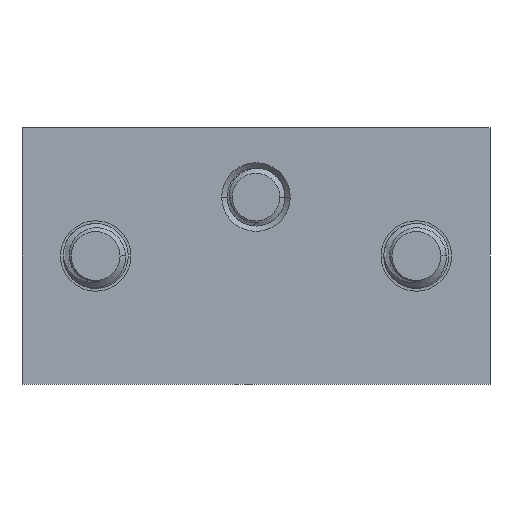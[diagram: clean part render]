
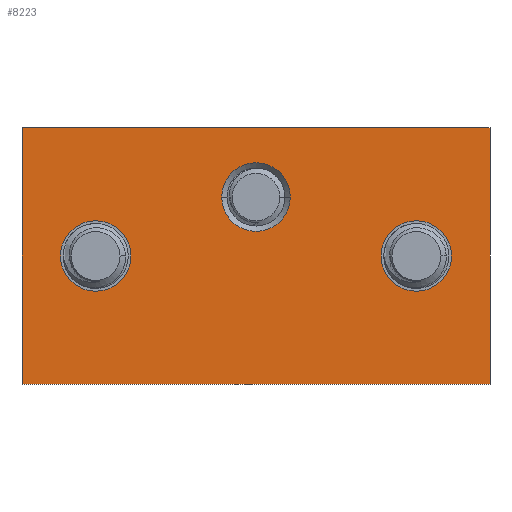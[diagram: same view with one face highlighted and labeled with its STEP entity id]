
A CAD part, front view. The second image highlights one B-rep face of the part: STEP entity #8223.
In plain terms, the highlighted face is planar.
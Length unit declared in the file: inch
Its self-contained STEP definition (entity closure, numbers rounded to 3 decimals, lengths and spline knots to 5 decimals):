
#146 = DIRECTION ( 'NONE',  ( 1., 0., 0. ) ) ;
#151 = EDGE_CURVE ( 'NONE', #6294, #11414, #2916, .T. ) ;
#166 = DIRECTION ( 'NONE',  ( 0., 0., 1. ) ) ;
#175 = CARTESIAN_POINT ( 'NONE',  ( 1.35, 0.4, 0. ) ) ;
#598 = CIRCLE ( 'NONE', #1945, 0.203 ) ;
#710 = CARTESIAN_POINT ( 'NONE',  ( 1.15217, 0.4, 0. ) ) ;
#1250 = CARTESIAN_POINT ( 'NONE',  ( 0.222, 0.74, 0. ) ) ;
#1464 = DIRECTION ( 'NONE',  ( 0., 0., 1. ) ) ;
#1823 = DIRECTION ( 'NONE',  ( 0., -1., 0. ) ) ;
#1854 = DIRECTION ( 'NONE',  ( 1., 0., 0. ) ) ;
#1945 = AXIS2_PLACEMENT_3D ( 'NONE', #2438, #2394, #2340 ) ;
#2296 = VERTEX_POINT ( 'NONE', #1250 ) ;
#2340 = DIRECTION ( 'NONE',  ( 1., 0., 0. ) ) ;
#2356 = VERTEX_POINT ( 'NONE', #710 ) ;
#2394 = DIRECTION ( 'NONE',  ( 0., 0., 1. ) ) ;
#2438 = CARTESIAN_POINT ( 'NONE',  ( 0.425, 0.74, 0. ) ) ;
#2745 = VERTEX_POINT ( 'NONE', #10798 ) ;
#2783 = EDGE_CURVE ( 'NONE', #2745, #15159, #14687, .T. ) ;
#2844 = VECTOR ( 'NONE', #1823, 39.37008 ) ;
#2916 = LINE ( 'NONE', #11374, #2844 ) ;
#3227 = VECTOR ( 'NONE', #10598, 39.37008 ) ;
#3301 = LINE ( 'NONE', #10788, #3227 ) ;
#3774 = AXIS2_PLACEMENT_3D ( 'NONE', #4060, #4046, #4027 ) ;
#3908 = DIRECTION ( 'NONE',  ( 1., 0., 0. ) ) ;
#3935 = DIRECTION ( 'NONE',  ( 0., 0., 1. ) ) ;
#3950 = CARTESIAN_POINT ( 'NONE',  ( 2.275, 0.74, 0. ) ) ;
#4027 = DIRECTION ( 'NONE',  ( 1., 0., 0. ) ) ;
#4046 = DIRECTION ( 'NONE',  ( 0., 0., 1. ) ) ;
#4060 = CARTESIAN_POINT ( 'NONE',  ( 0.425, 0.74, 0. ) ) ;
#4494 = EDGE_LOOP ( 'NONE', ( #14337, #9415 ) ) ;
#4570 = ORIENTED_EDGE ( 'NONE', *, *, #9857, .T. ) ;
#4593 = EDGE_CURVE ( 'NONE', #6278, #6353, #11752, .T. ) ;
#5233 = EDGE_CURVE ( 'NONE', #2356, #14597, #10474, .T. ) ;
#5309 = CIRCLE ( 'NONE', #3774, 0.203 ) ;
#5344 = CIRCLE ( 'NONE', #8860, 0.203 ) ;
#5837 = CARTESIAN_POINT ( 'NONE',  ( 2.478, 0.74, 0. ) ) ;
#6033 = EDGE_CURVE ( 'NONE', #6353, #6294, #9383, .T. ) ;
#6278 = VERTEX_POINT ( 'NONE', #9544 ) ;
#6294 = VERTEX_POINT ( 'NONE', #8947 ) ;
#6315 = CARTESIAN_POINT ( 'NONE',  ( 2.7, 1.48, 0. ) ) ;
#6353 = VERTEX_POINT ( 'NONE', #7635 ) ;
#6565 = DIRECTION ( 'NONE',  ( -1., 0., 0. ) ) ;
#6614 = PLANE ( 'NONE',  #6963 ) ;
#6876 = EDGE_LOOP ( 'NONE', ( #7817, #14912, #13894, #9536 ) ) ;
#6908 = FACE_BOUND ( 'NONE', #15414, .T. ) ;
#6919 = FACE_OUTER_BOUND ( 'NONE', #6876, .T. ) ;
#6954 = FACE_BOUND ( 'NONE', #15201, .T. ) ;
#6963 = AXIS2_PLACEMENT_3D ( 'NONE', #7488, #1464, #1854 ) ;
#7092 = FACE_BOUND ( 'NONE', #4494, .T. ) ;
#7488 = CARTESIAN_POINT ( 'NONE',  ( 0., 0., 0. ) ) ;
#7635 = CARTESIAN_POINT ( 'NONE',  ( 2.7, 1.48, 0. ) ) ;
#7817 = ORIENTED_EDGE ( 'NONE', *, *, #151, .F. ) ;
#7946 = ORIENTED_EDGE ( 'NONE', *, *, #13353, .T. ) ;
#8006 = ORIENTED_EDGE ( 'NONE', *, *, #9839, .T. ) ;
#8161 = CARTESIAN_POINT ( 'NONE',  ( 1.54783, 0.4, 0. ) ) ;
#8223 = ADVANCED_FACE ( 'NONE', ( #7092, #6908, #6954, #6919 ), #6614, .F. ) ;
#8432 = DIRECTION ( 'NONE',  ( 1., 0., 0. ) ) ;
#8475 = DIRECTION ( 'NONE',  ( 0., 0., 1. ) ) ;
#8518 = CARTESIAN_POINT ( 'NONE',  ( 1.35, 0.4, 0. ) ) ;
#8565 = DIRECTION ( 'NONE',  ( 1., 0., 0. ) ) ;
#8581 = DIRECTION ( 'NONE',  ( 0., 0., 1. ) ) ;
#8617 = CARTESIAN_POINT ( 'NONE',  ( 2.275, 0.74, 0. ) ) ;
#8835 = CIRCLE ( 'NONE', #14742, 0.19783 ) ;
#8860 = AXIS2_PLACEMENT_3D ( 'NONE', #3950, #3935, #3908 ) ;
#8947 = CARTESIAN_POINT ( 'NONE',  ( 0., 1.48, 0. ) ) ;
#9151 = VERTEX_POINT ( 'NONE', #9987 ) ;
#9186 = DIRECTION ( 'NONE',  ( 0., 1., 0. ) ) ;
#9383 = LINE ( 'NONE', #6315, #9405 ) ;
#9405 = VECTOR ( 'NONE', #6565, 39.37008 ) ;
#9415 = ORIENTED_EDGE ( 'NONE', *, *, #15351, .T. ) ;
#9490 = CARTESIAN_POINT ( 'NONE',  ( 2.7, 0., 0. ) ) ;
#9536 = ORIENTED_EDGE ( 'NONE', *, *, #11841, .F. ) ;
#9544 = CARTESIAN_POINT ( 'NONE',  ( 2.7, 0., 0. ) ) ;
#9839 = EDGE_CURVE ( 'NONE', #9151, #2296, #5309, .T. ) ;
#9857 = EDGE_CURVE ( 'NONE', #15159, #2745, #5344, .T. ) ;
#9987 = CARTESIAN_POINT ( 'NONE',  ( 0.628, 0.74, 0. ) ) ;
#10474 = CIRCLE ( 'NONE', #11708, 0.19783 ) ;
#10598 = DIRECTION ( 'NONE',  ( 1., 0., 0. ) ) ;
#10788 = CARTESIAN_POINT ( 'NONE',  ( 0., 0., 0. ) ) ;
#10798 = CARTESIAN_POINT ( 'NONE',  ( 2.072, 0.74, 0. ) ) ;
#10941 = AXIS2_PLACEMENT_3D ( 'NONE', #8617, #8581, #8565 ) ;
#11374 = CARTESIAN_POINT ( 'NONE',  ( 0., 1.48, 0. ) ) ;
#11414 = VERTEX_POINT ( 'NONE', #13215 ) ;
#11605 = VECTOR ( 'NONE', #9186, 39.37008 ) ;
#11708 = AXIS2_PLACEMENT_3D ( 'NONE', #175, #166, #146 ) ;
#11752 = LINE ( 'NONE', #9490, #11605 ) ;
#11841 = EDGE_CURVE ( 'NONE', #11414, #6278, #3301, .T. ) ;
#13215 = CARTESIAN_POINT ( 'NONE',  ( 0., 0., 0. ) ) ;
#13353 = EDGE_CURVE ( 'NONE', #2296, #9151, #598, .T. ) ;
#13894 = ORIENTED_EDGE ( 'NONE', *, *, #4593, .F. ) ;
#14337 = ORIENTED_EDGE ( 'NONE', *, *, #5233, .T. ) ;
#14597 = VERTEX_POINT ( 'NONE', #8161 ) ;
#14687 = CIRCLE ( 'NONE', #10941, 0.203 ) ;
#14742 = AXIS2_PLACEMENT_3D ( 'NONE', #8518, #8475, #8432 ) ;
#14912 = ORIENTED_EDGE ( 'NONE', *, *, #6033, .F. ) ;
#15159 = VERTEX_POINT ( 'NONE', #5837 ) ;
#15201 = EDGE_LOOP ( 'NONE', ( #8006, #7946 ) ) ;
#15351 = EDGE_CURVE ( 'NONE', #14597, #2356, #8835, .T. ) ;
#15414 = EDGE_LOOP ( 'NONE', ( #4570, #15529 ) ) ;
#15529 = ORIENTED_EDGE ( 'NONE', *, *, #2783, .T. ) ;
